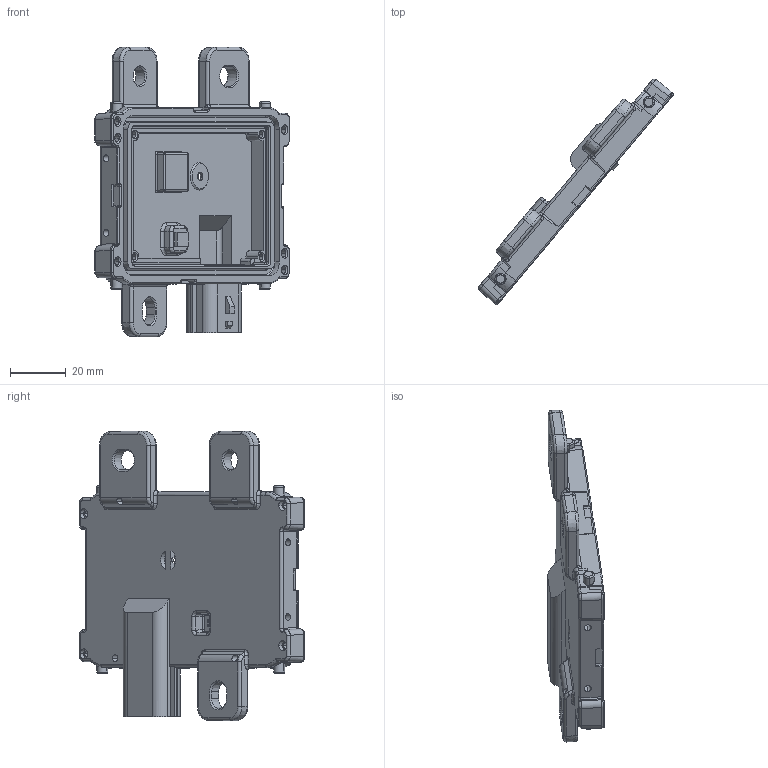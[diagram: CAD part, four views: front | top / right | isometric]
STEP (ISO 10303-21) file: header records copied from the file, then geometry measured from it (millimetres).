
FILE_DESCRIPTION(/* description */ (''),/* implementation_level */ '2;1');
FILE_NAME(/* name */ '95G007-77G-BSD-Master-181010.stp',/* time_stamp */ '2018-10-10T08:17:08+08:00',/* author */ (''),/* organization */ (''),/* preprocessor_version */ 'ST-DEVELOPER v14',/* originating_system */ 'SIEMENS PLM Software NX 8.0',/* authorisation */ '');
FILE_SCHEMA (('AP203_CONFIGURATION_CONTROLLED_3D_DESIGN_OF_MECHANICAL_PARTS_AND_ASSEMBLIES_MIM_LF { 1 0 10303 403 2 1 2}'));
Length unit declared in the file: millimetre
Products named in the file (1): PC1C4C4FACcw9k
Bounding box: 70.07 x 81.14 x 104.03 mm (x, y, z)
Volume: 38622 mm3; surface area: 25315.1 mm2
Topology: 1 solids, 2 shells, 724 faces, 1776 edges, 1067 vertices
Faces by surface type: plane 246, cylinder 246, bspline 99, cone 87, torus 40, sphere 4, extrusion 2
Full cylindrical faces by diameter (mm): 2.5 x3
Entity records: 25242 total; most frequent: CARTESIAN_POINT 8080, ORIENTED_EDGE 3522, DIRECTION 3425, EDGE_CURVE 1761, AXIS2_PLACEMENT_3D 1272, VERTEX_POINT 1068, VECTOR 881, LINE 879
